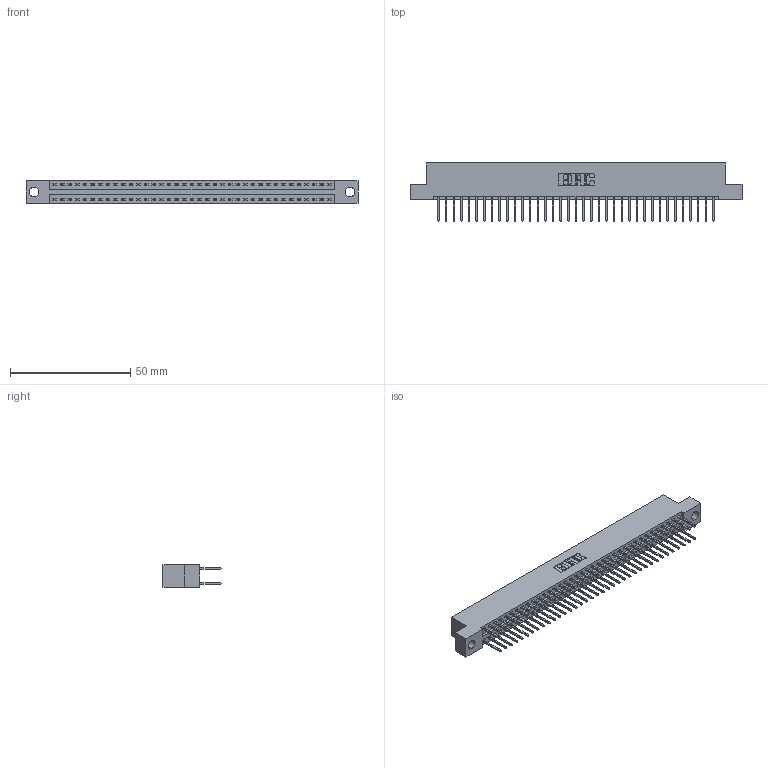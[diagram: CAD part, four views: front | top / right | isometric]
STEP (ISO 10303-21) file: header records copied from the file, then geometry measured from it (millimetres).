
FILE_DESCRIPTION (( 'STEP AP203' ), '1' );
FILE_NAME ('346-074-526-204.STEP', '2022-05-25T02:17:26', ( '' ), ( '' ), 'SwSTEP 2.0', 'SolidWorks 2020', '' );
FILE_SCHEMA (( 'CONFIG_CONTROL_DESIGN' ));
Length unit declared in the file: inch
Products named in the file (3): 346-074-526-204; 346 Part_Flush Mounting Lugs - 0.156 Dia-TH; 345-292-001_345-293-126
Assembly tree (75 placements, depth 2):
  346-074-526-204
    346 Part_Flush Mounting Lugs - 0.156 Dia-TH
    345-292-001_345-293-126  x74
Bounding box: 138.05 x 24.13 x 9.4 mm (x, y, z)
Volume: 13438.1 mm3; surface area: 18784 mm2
Topology: 75 solids, 75 shells, 3984 faces, 11835 edges, 7790 vertices
Faces by surface type: plane 2680, cylinder 1304
Entity records: 25257 total; most frequent: CARTESIAN_POINT 4174, ORIENTED_EDGE 4106, DIRECTION 3729, EDGE_CURVE 2053, VECTOR 1773, LINE 1773, VERTEX_POINT 1366, AXIS2_PLACEMENT_3D 978
